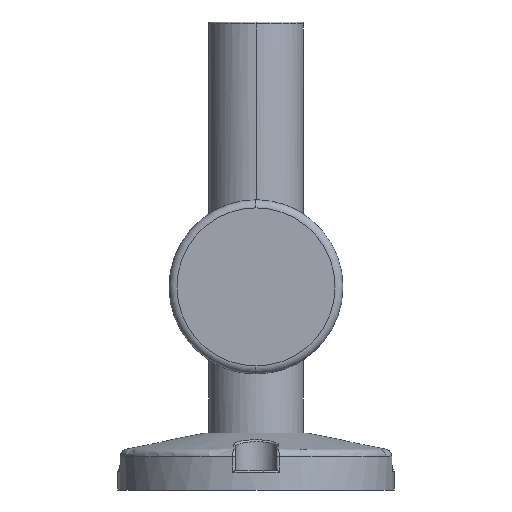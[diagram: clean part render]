
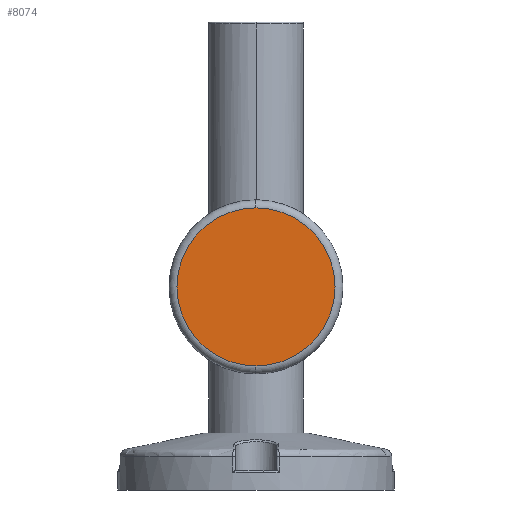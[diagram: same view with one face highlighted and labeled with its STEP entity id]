
A CAD part, front view. The second image highlights one B-rep face of the part: STEP entity #8074.
In plain terms, the highlighted planar face has unit normal (0, -1, 0).
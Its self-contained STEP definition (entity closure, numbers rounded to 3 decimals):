
#51 = AXIS2_PLACEMENT_3D ( 'NONE', #477, #3008, #7107 ) ;
#361 = AXIS2_PLACEMENT_3D ( 'NONE', #4214, #2621, #7411 ) ;
#477 = CARTESIAN_POINT ( 'NONE',  ( -9.142, -11.692, 88.057 ) ) ;
#997 = PLANE ( 'NONE',  #361 ) ;
#1252 = EDGE_CURVE ( 'NONE', #1627, #7941, #9788, .T. ) ;
#1627 = VERTEX_POINT ( 'NONE', #5157 ) ;
#2621 = DIRECTION ( 'NONE',  ( 0., -1., 0. ) ) ;
#2976 = ORIENTED_EDGE ( 'NONE', *, *, #3652, .T. ) ;
#3008 = DIRECTION ( 'NONE',  ( 0., -1., 0. ) ) ;
#3652 = EDGE_CURVE ( 'NONE', #7941, #1627, #6957, .T. ) ;
#4214 = CARTESIAN_POINT ( 'NONE',  ( -9.142, -11.692, 88.057 ) ) ;
#4376 = CARTESIAN_POINT ( 'NONE',  ( -9.142, -11.692, 88.057 ) ) ;
#4644 = ORIENTED_EDGE ( 'NONE', *, *, #1252, .T. ) ;
#5157 = CARTESIAN_POINT ( 'NONE',  ( -9.142, -11.692, 108.057 ) ) ;
#6108 = DIRECTION ( 'NONE',  ( 0., 0., -1. ) ) ;
#6777 = CARTESIAN_POINT ( 'NONE',  ( -9.142, -11.692, 68.057 ) ) ;
#6957 = CIRCLE ( 'NONE', #7135, 20. ) ;
#7107 = DIRECTION ( 'NONE',  ( 0., 0., -1. ) ) ;
#7135 = AXIS2_PLACEMENT_3D ( 'NONE', #4376, #8519, #6108 ) ;
#7411 = DIRECTION ( 'NONE',  ( 0., 0., -1. ) ) ;
#7941 = VERTEX_POINT ( 'NONE', #6777 ) ;
#8074 = ADVANCED_FACE ( 'NONE', ( #8206 ), #997, .T. ) ;
#8206 = FACE_OUTER_BOUND ( 'NONE', #8786, .T. ) ;
#8519 = DIRECTION ( 'NONE',  ( 0., -1., 0. ) ) ;
#8786 = EDGE_LOOP ( 'NONE', ( #2976, #4644 ) ) ;
#9788 = CIRCLE ( 'NONE', #51, 20. ) ;
